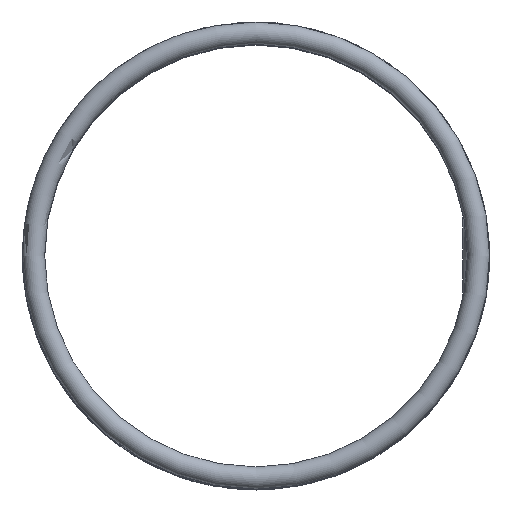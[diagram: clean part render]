
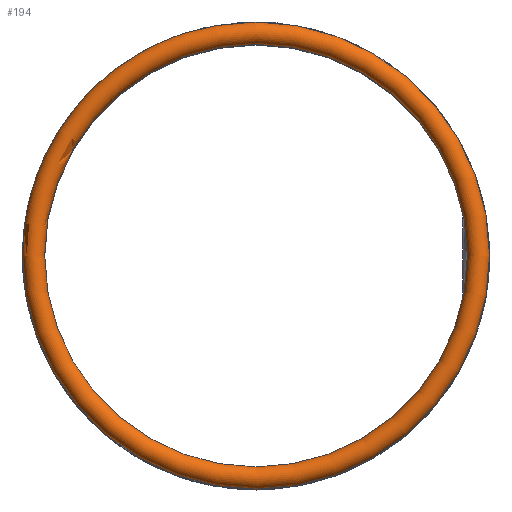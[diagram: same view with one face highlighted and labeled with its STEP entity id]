
A CAD part, top view. The second image highlights one B-rep face of the part: STEP entity #194.
In plain terms, the highlighted toroidal (fillet/blend) face has major radius 5 mm and minor radius 0.25 mm.
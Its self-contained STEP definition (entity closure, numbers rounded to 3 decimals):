
#26=TOROIDAL_SURFACE('',#222,5.,0.25);
#35=FACE_OUTER_BOUND('',#46,.T.);
#46=EDGE_LOOP('',(#141,#142,#143,#144,#145,#146,#147,#148));
#60=CIRCLE('',#221,0.25);
#61=CIRCLE('',#223,0.25);
#62=CIRCLE('',#224,0.25);
#63=CIRCLE('',#225,4.75);
#77=B_SPLINE_CURVE_WITH_KNOTS('',3,(#1223,#1224,#1225,#1226,#1227,#1228,
#1229,#1230,#1231,#1232,#1233,#1234,#1235,#1236,#1237,#1238,#1239,#1240,
#1241,#1242,#1243,#1244,#1245,#1246,#1247,#1248,#1249,#1250,#1251,#1252,
#1253,#1254,#1255,#1256,#1257,#1258),.UNSPECIFIED.,.F.,.F.,(4,2,2,2,2,2,
2,2,2,2,2,2,2,2,2,2,2,4),(0.,0.186,0.365,0.566,
0.751,0.772,0.778,0.783,
0.787,0.791,0.8,0.82,
0.905,1.388,2.137,2.809,3.181,
3.567),.UNSPECIFIED.);
#87=VERTEX_POINT('',#1220);
#88=VERTEX_POINT('',#1222);
#89=VERTEX_POINT('',#1263);
#105=EDGE_CURVE('',#88,#87,#77,.T.);
#107=EDGE_CURVE('',#87,#88,#60,.T.);
#108=EDGE_CURVE('',#88,#89,#61,.T.);
#109=EDGE_CURVE('',#89,#87,#62,.T.);
#110=EDGE_CURVE('',#89,#89,#63,.T.);
#141=ORIENTED_EDGE('',*,*,#108,.F.);
#142=ORIENTED_EDGE('',*,*,#105,.T.);
#143=ORIENTED_EDGE('',*,*,#109,.F.);
#144=ORIENTED_EDGE('',*,*,#110,.T.);
#145=ORIENTED_EDGE('',*,*,#109,.T.);
#146=ORIENTED_EDGE('',*,*,#107,.T.);
#147=ORIENTED_EDGE('',*,*,#108,.T.);
#148=ORIENTED_EDGE('',*,*,#110,.F.);
#194=ADVANCED_FACE('',(#35),#26,.T.);
#221=AXIS2_PLACEMENT_3D('',#1261,#255,#256);
#222=AXIS2_PLACEMENT_3D('',#1262,#257,#258);
#223=AXIS2_PLACEMENT_3D('',#1264,#259,#260);
#224=AXIS2_PLACEMENT_3D('',#1265,#261,#262);
#225=AXIS2_PLACEMENT_3D('',#1266,#263,#264);
#255=DIRECTION('center_axis',(0.,-1.,0.));
#256=DIRECTION('ref_axis',(-1.,0.,0.));
#257=DIRECTION('center_axis',(0.,0.,1.));
#258=DIRECTION('ref_axis',(1.,0.,0.));
#259=DIRECTION('center_axis',(0.,-1.,0.));
#260=DIRECTION('ref_axis',(-1.,0.,0.));
#261=DIRECTION('center_axis',(0.,-1.,0.));
#262=DIRECTION('ref_axis',(-1.,0.,0.));
#263=DIRECTION('center_axis',(0.,0.,-1.));
#264=DIRECTION('ref_axis',(1.,0.,0.));
#1220=CARTESIAN_POINT('',(-5.249,0.,14.775));
#1222=CARTESIAN_POINT('',(-4.751,0.,14.775));
#1223=CARTESIAN_POINT('Ctrl Pts',(-4.751,0.,
14.775));
#1224=CARTESIAN_POINT('Ctrl Pts',(-4.754,0.621,14.752));
#1225=CARTESIAN_POINT('Ctrl Pts',(-4.638,1.236,14.728));
#1226=CARTESIAN_POINT('Ctrl Pts',(-4.192,2.369,14.683));
#1227=CARTESIAN_POINT('Ctrl Pts',(-3.876,2.878,14.661));
#1228=CARTESIAN_POINT('Ctrl Pts',(-3.029,3.822,14.613));
#1229=CARTESIAN_POINT('Ctrl Pts',(-2.56,4.147,14.593));
#1230=CARTESIAN_POINT('Ctrl Pts',(-1.889,4.549,14.564));
#1231=CARTESIAN_POINT('Ctrl Pts',(-1.635,4.665,14.554));
#1232=CARTESIAN_POINT('Ctrl Pts',(-1.556,4.733,14.551));
#1233=CARTESIAN_POINT('Ctrl Pts',(-1.55,4.739,14.55));
#1234=CARTESIAN_POINT('Ctrl Pts',(-1.546,4.747,14.55));
#1235=CARTESIAN_POINT('Ctrl Pts',(-1.545,4.749,14.55));
#1236=CARTESIAN_POINT('Ctrl Pts',(-1.545,4.752,14.55));
#1237=CARTESIAN_POINT('Ctrl Pts',(-1.545,4.753,14.55));
#1238=CARTESIAN_POINT('Ctrl Pts',(-1.545,4.756,14.55));
#1239=CARTESIAN_POINT('Ctrl Pts',(-1.546,4.757,14.55));
#1240=CARTESIAN_POINT('Ctrl Pts',(-1.547,4.759,14.55));
#1241=CARTESIAN_POINT('Ctrl Pts',(-1.548,4.76,14.55));
#1242=CARTESIAN_POINT('Ctrl Pts',(-1.552,4.762,14.55));
#1243=CARTESIAN_POINT('Ctrl Pts',(-1.554,4.764,14.55));
#1244=CARTESIAN_POINT('Ctrl Pts',(-1.563,4.766,14.55));
#1245=CARTESIAN_POINT('Ctrl Pts',(-1.571,4.767,14.551));
#1246=CARTESIAN_POINT('Ctrl Pts',(-1.608,4.77,14.552));
#1247=CARTESIAN_POINT('Ctrl Pts',(-1.649,4.764,14.553));
#1248=CARTESIAN_POINT('Ctrl Pts',(-1.808,4.74,14.559));
#1249=CARTESIAN_POINT('Ctrl Pts',(-2.051,4.676,14.568));
#1250=CARTESIAN_POINT('Ctrl Pts',(-2.81,4.345,14.597));
#1251=CARTESIAN_POINT('Ctrl Pts',(-3.331,4.017,14.618));
#1252=CARTESIAN_POINT('Ctrl Pts',(-4.238,3.092,14.662));
#1253=CARTESIAN_POINT('Ctrl Pts',(-4.583,2.577,14.683));
#1254=CARTESIAN_POINT('Ctrl Pts',(-4.963,1.703,14.716));
#1255=CARTESIAN_POINT('Ctrl Pts',(-5.066,1.379,14.727));
#1256=CARTESIAN_POINT('Ctrl Pts',(-5.21,0.703,14.751));
#1257=CARTESIAN_POINT('Ctrl Pts',(-5.248,0.352,14.763));
#1258=CARTESIAN_POINT('Ctrl Pts',(-5.249,0.,
14.775));
#1261=CARTESIAN_POINT('Origin',(-5.,0.,14.8));
#1262=CARTESIAN_POINT('Origin',(0.,0.,14.8));
#1263=CARTESIAN_POINT('',(-4.75,0.,14.8));
#1264=CARTESIAN_POINT('Origin',(-5.,0.,14.8));
#1265=CARTESIAN_POINT('Origin',(-5.,0.,14.8));
#1266=CARTESIAN_POINT('Origin',(0.,0.,14.8));
